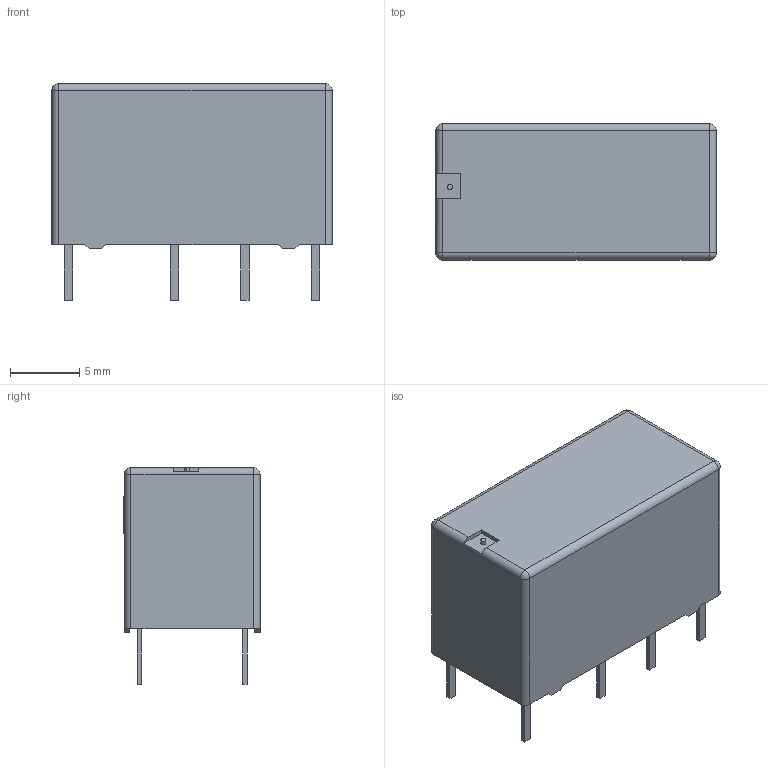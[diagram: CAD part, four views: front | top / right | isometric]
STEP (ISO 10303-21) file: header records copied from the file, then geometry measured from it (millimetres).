
FILE_DESCRIPTION (( 'STEP AP214' ), '1' );
FILE_NAME ('RELAY-TH_941X-2C-XX.step', '2022-07-09T12:56:38', ( '' ), ( '' ), 'SwSTEP 2.0', 'SolidWorks 2020', '' );
FILE_SCHEMA (( 'AUTOMOTIVE_DESIGN' ));
Length unit declared in the file: millimetre
Products named in the file (1): RELAY-TH_941X-2C-XX
Bounding box: 20.2 x 9.81 x 15.6 mm (x, y, z)
Volume: 2296.2 mm3; surface area: 1132 mm2
Topology: 1 solids, 1 shells, 364 faces, 973 edges, 642 vertices
Faces by surface type: plane 238, bspline 112, cylinder 10, sphere 4
Entity records: 15362 total; most frequent: CARTESIAN_POINT 4080, ORIENTED_EDGE 1938, DIRECTION 1269, EDGE_CURVE 969, VECTOR 719, LINE 719, VERTEX_POINT 642, EDGE_LOOP 399
